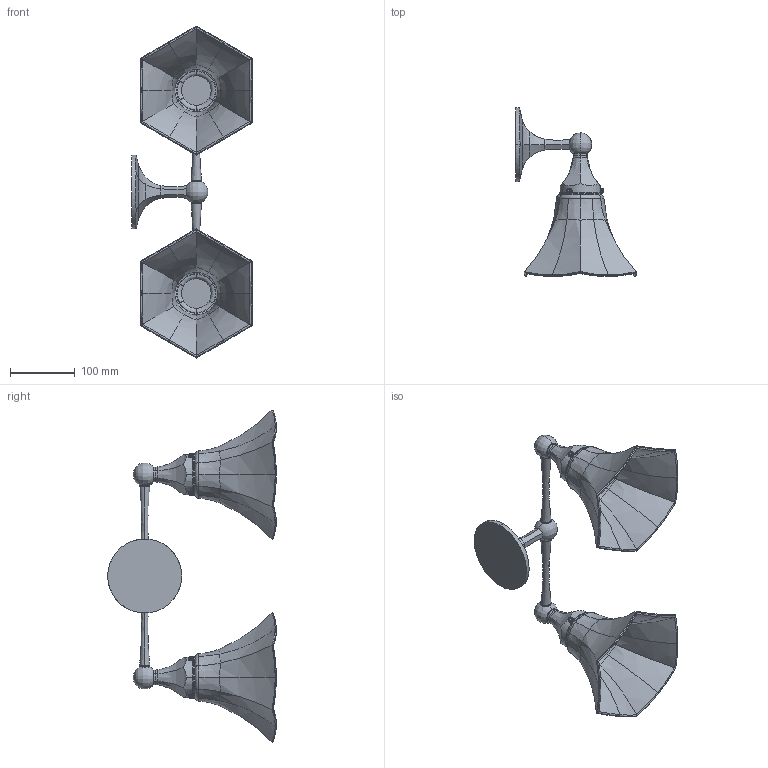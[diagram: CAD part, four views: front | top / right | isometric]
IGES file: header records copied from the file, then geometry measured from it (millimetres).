
Start section:  PTC IGES file: 682-2so.igs
Global section: file name: 682-2so.igs; native system: Creo Parametric by PTC Inc.; preprocessor: 2018400; author: jinson.thomas; organization: Unknown; date: 20210611.131949; units: inch
Bounding box: 186.72 x 260.51 x 513.03 mm (x, y, z)
Volume: 788337.5 mm3; surface area: 276464.5 mm2
Topology: 1 solids, 1 shells, 555 faces, 1356 edges, 821 vertices
Faces by surface type: bspline 323, revolution 232
